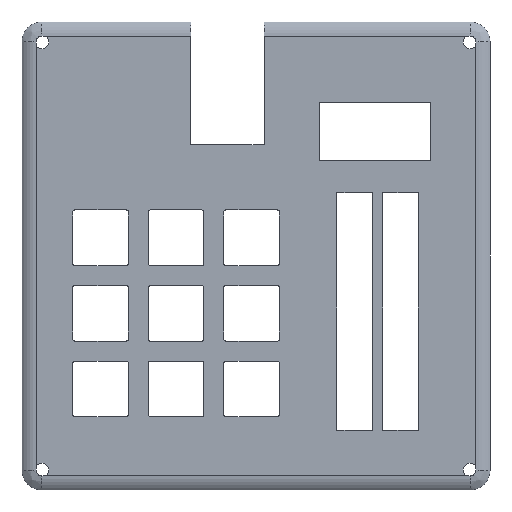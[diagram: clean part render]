
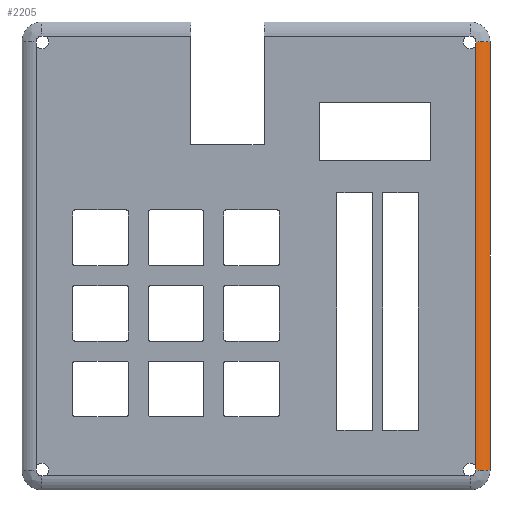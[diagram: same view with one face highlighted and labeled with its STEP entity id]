
A CAD part, top view. The second image highlights one B-rep face of the part: STEP entity #2205.
In plain terms, the highlighted cylindrical face has radius 5 mm (diameter 10 mm), a partial arc.
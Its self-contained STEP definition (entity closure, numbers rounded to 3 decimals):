
#65=CIRCLE('',#2350,5.);
#67=CIRCLE('',#2353,5.);
#158=CYLINDRICAL_SURFACE('',#2352,5.);
#216=FACE_OUTER_BOUND('',#330,.T.);
#330=EDGE_LOOP('',(#1535,#1536,#1537,#1538,#1539,#1540));
#454=LINE('',#3187,#684);
#467=LINE('',#3225,#697);
#488=LINE('',#3303,#718);
#489=LINE('',#3304,#719);
#684=VECTOR('',#2531,5.);
#697=VECTOR('',#2568,5.);
#718=VECTOR('',#2641,10.);
#719=VECTOR('',#2642,5.);
#914=VERTEX_POINT('',#3185);
#915=VERTEX_POINT('',#3186);
#926=VERTEX_POINT('',#3218);
#928=VERTEX_POINT('',#3224);
#949=VERTEX_POINT('',#3297);
#950=VERTEX_POINT('',#3301);
#1130=EDGE_CURVE('',#914,#915,#454,.T.);
#1149=EDGE_CURVE('',#928,#926,#467,.T.);
#1182=EDGE_CURVE('',#914,#949,#65,.T.);
#1184=EDGE_CURVE('',#926,#950,#67,.T.);
#1185=EDGE_CURVE('',#949,#950,#488,.T.);
#1186=EDGE_CURVE('',#915,#928,#489,.T.);
#1535=ORIENTED_EDGE('',*,*,#1184,.T.);
#1536=ORIENTED_EDGE('',*,*,#1185,.F.);
#1537=ORIENTED_EDGE('',*,*,#1182,.F.);
#1538=ORIENTED_EDGE('',*,*,#1130,.T.);
#1539=ORIENTED_EDGE('',*,*,#1186,.T.);
#1540=ORIENTED_EDGE('',*,*,#1149,.T.);
#2205=ADVANCED_FACE('',(#216),#158,.T.);
#2350=AXIS2_PLACEMENT_3D('',#3298,#2633,#2634);
#2352=AXIS2_PLACEMENT_3D('',#3300,#2637,#2638);
#2353=AXIS2_PLACEMENT_3D('',#3302,#2639,#2640);
#2531=DIRECTION('',(0.,-1.,0.));
#2568=DIRECTION('',(0.,-1.,0.));
#2633=DIRECTION('center_axis',(0.,1.,0.));
#2634=DIRECTION('ref_axis',(0.,0.,1.));
#2637=DIRECTION('center_axis',(0.,-1.,0.));
#2638=DIRECTION('ref_axis',(0.714,0.,0.7));
#2639=DIRECTION('center_axis',(0.,1.,0.));
#2640=DIRECTION('ref_axis',(0.,0.,1.));
#2641=DIRECTION('',(0.,-1.,0.));
#2642=DIRECTION('',(0.,-1.,0.));
#3185=CARTESIAN_POINT('',(104.154,20.825,1.5));
#3186=CARTESIAN_POINT('',(104.154,19.905,1.5));
#3187=CARTESIAN_POINT('',(104.154,25.825,1.5));
#3218=CARTESIAN_POINT('',(104.154,-87.175,1.5));
#3224=CARTESIAN_POINT('',(104.154,-86.255,1.5));
#3225=CARTESIAN_POINT('',(104.154,25.825,1.5));
#3297=CARTESIAN_POINT('',(107.725,20.825,0.));
#3298=CARTESIAN_POINT('Origin',(104.154,20.825,-3.5));
#3300=CARTESIAN_POINT('Origin',(104.154,25.825,-3.5));
#3301=CARTESIAN_POINT('',(107.725,-87.175,0.));
#3302=CARTESIAN_POINT('Origin',(104.154,-87.175,-3.5));
#3303=CARTESIAN_POINT('',(107.725,25.825,0.));
#3304=CARTESIAN_POINT('',(104.154,25.825,1.5));
